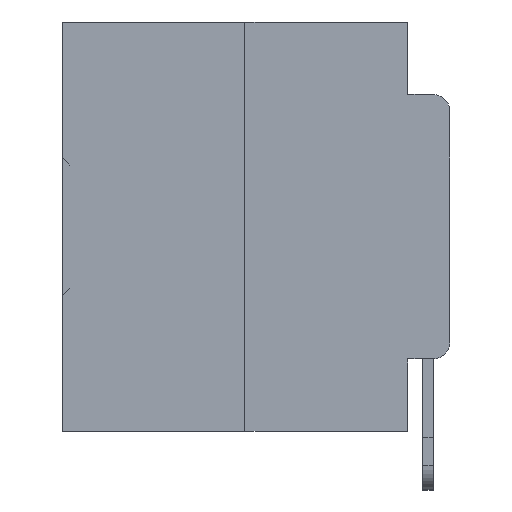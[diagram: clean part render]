
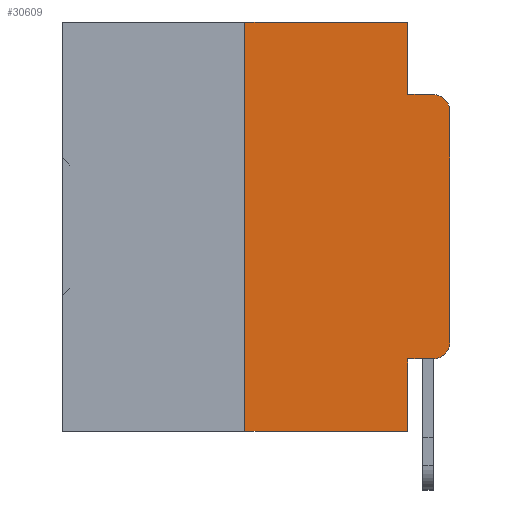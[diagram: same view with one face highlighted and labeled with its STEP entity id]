
A CAD part, left-side view. The second image highlights one B-rep face of the part: STEP entity #30609.
In plain terms, the highlighted planar face has unit normal (-1, 0, 0).
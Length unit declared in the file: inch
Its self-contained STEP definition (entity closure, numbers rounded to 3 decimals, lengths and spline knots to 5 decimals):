
#392 = CARTESIAN_POINT ( 'NONE',  ( 0., 0.25, 0. ) ) ;
#523 = AXIS2_PLACEMENT_3D ( 'NONE', #31823, #26425, #18374 ) ;
#601 = DIRECTION ( 'NONE',  ( -1., 0., 0. ) ) ;
#751 = ORIENTED_EDGE ( 'NONE', *, *, #19461, .T. ) ;
#963 = VERTEX_POINT ( 'NONE', #1642 ) ;
#972 = LINE ( 'NONE', #10113, #23617 ) ;
#1087 = EDGE_CURVE ( 'NONE', #15000, #2206, #8462, .T. ) ;
#1223 = CARTESIAN_POINT ( 'NONE',  ( 0., 0.25, -0.5 ) ) ;
#1642 = CARTESIAN_POINT ( 'NONE',  ( 0., 0., -0.1085 ) ) ;
#1986 = DIRECTION ( 'NONE',  ( 0., 0., 1. ) ) ;
#2206 = VERTEX_POINT ( 'NONE', #34292 ) ;
#3448 = ORIENTED_EDGE ( 'NONE', *, *, #8628, .T. ) ;
#3451 = LINE ( 'NONE', #12485, #24184 ) ;
#3587 = CARTESIAN_POINT ( 'NONE',  ( 0., 0.02, -0.1085 ) ) ;
#3842 = EDGE_LOOP ( 'NONE', ( #3448, #31771, #19125, #34137, #6740, #24264, #14876, #16177, #751, #24675 ) ) ;
#4359 = CARTESIAN_POINT ( 'NONE',  ( 0., 0., -0.3915 ) ) ;
#4599 = LINE ( 'NONE', #27934, #26056 ) ;
#4826 = CARTESIAN_POINT ( 'NONE',  ( 0., 0.25, 0. ) ) ;
#5235 = VERTEX_POINT ( 'NONE', #9402 ) ;
#6549 = DIRECTION ( 'NONE',  ( 0., 0., -1. ) ) ;
#6740 = ORIENTED_EDGE ( 'NONE', *, *, #1087, .F. ) ;
#7413 = CARTESIAN_POINT ( 'NONE',  ( 0., 0.051, -0.0885 ) ) ;
#8462 = LINE ( 'NONE', #20892, #21569 ) ;
#8628 = EDGE_CURVE ( 'NONE', #22541, #963, #4599, .T. ) ;
#8775 = VECTOR ( 'NONE', #30415, 39.37008 ) ;
#8951 = EDGE_CURVE ( 'NONE', #2206, #33920, #22223, .T. ) ;
#9402 = CARTESIAN_POINT ( 'NONE',  ( 0., 0.051, -0.4115 ) ) ;
#10113 = CARTESIAN_POINT ( 'NONE',  ( 0., 0.051, 0. ) ) ;
#11294 = CARTESIAN_POINT ( 'NONE',  ( 0., 0.051, -0.0885 ) ) ;
#12485 = CARTESIAN_POINT ( 'NONE',  ( 0., 0.051, -0.4115 ) ) ;
#12686 = LINE ( 'NONE', #4826, #34281 ) ;
#13097 = DIRECTION ( 'NONE',  ( 0., 0., -1. ) ) ;
#14876 = ORIENTED_EDGE ( 'NONE', *, *, #26591, .T. ) ;
#14913 = LINE ( 'NONE', #25889, #18737 ) ;
#14992 = VECTOR ( 'NONE', #31928, 39.37008 ) ;
#15000 = VERTEX_POINT ( 'NONE', #392 ) ;
#15286 = VERTEX_POINT ( 'NONE', #21579 ) ;
#15311 = DIRECTION ( 'NONE',  ( 0., -1., 0. ) ) ;
#15466 = EDGE_CURVE ( 'NONE', #33920, #21314, #23612, .T. ) ;
#16145 = VERTEX_POINT ( 'NONE', #1223 ) ;
#16177 = ORIENTED_EDGE ( 'NONE', *, *, #34646, .F. ) ;
#17211 = DIRECTION ( 'NONE',  ( 0., 0., 1. ) ) ;
#17356 = CIRCLE ( 'NONE', #26066, 0.02 ) ;
#17893 = CARTESIAN_POINT ( 'NONE',  ( 0., 0.02, -0.3915 ) ) ;
#18374 = DIRECTION ( 'NONE',  ( 0., 0., -1. ) ) ;
#18433 = EDGE_CURVE ( 'NONE', #16145, #15000, #12686, .T. ) ;
#18737 = VECTOR ( 'NONE', #25999, 39.37008 ) ;
#19125 = ORIENTED_EDGE ( 'NONE', *, *, #15466, .F. ) ;
#19461 = EDGE_CURVE ( 'NONE', #5235, #15286, #3451, .T. ) ;
#20034 = EDGE_CURVE ( 'NONE', #15286, #22541, #17356, .T. ) ;
#20581 = DIRECTION ( 'NONE',  ( 0., 0., -1. ) ) ;
#20892 = CARTESIAN_POINT ( 'NONE',  ( 0., 0.473, 0. ) ) ;
#21314 = VERTEX_POINT ( 'NONE', #23971 ) ;
#21569 = VECTOR ( 'NONE', #23643, 39.37008 ) ;
#21579 = CARTESIAN_POINT ( 'NONE',  ( 0., 0.02, -0.4115 ) ) ;
#21730 = EDGE_CURVE ( 'NONE', #963, #21314, #32000, .T. ) ;
#22223 = LINE ( 'NONE', #26654, #14992 ) ;
#22541 = VERTEX_POINT ( 'NONE', #4359 ) ;
#22984 = AXIS2_PLACEMENT_3D ( 'NONE', #3587, #23360, #6549 ) ;
#23360 = DIRECTION ( 'NONE',  ( -1., 0., 0. ) ) ;
#23612 = LINE ( 'NONE', #11294, #8775 ) ;
#23617 = VECTOR ( 'NONE', #13097, 39.37008 ) ;
#23643 = DIRECTION ( 'NONE',  ( 0., -1., 0. ) ) ;
#23956 = VERTEX_POINT ( 'NONE', #24236 ) ;
#23971 = CARTESIAN_POINT ( 'NONE',  ( 0., 0.02, -0.0885 ) ) ;
#24184 = VECTOR ( 'NONE', #15311, 39.37008 ) ;
#24236 = CARTESIAN_POINT ( 'NONE',  ( 0., 0.051, -0.5 ) ) ;
#24264 = ORIENTED_EDGE ( 'NONE', *, *, #18433, .F. ) ;
#24675 = ORIENTED_EDGE ( 'NONE', *, *, #20034, .T. ) ;
#25889 = CARTESIAN_POINT ( 'NONE',  ( 0., 0.473, -0.5 ) ) ;
#25999 = DIRECTION ( 'NONE',  ( 0., -1., 0. ) ) ;
#26056 = VECTOR ( 'NONE', #17211, 39.37008 ) ;
#26066 = AXIS2_PLACEMENT_3D ( 'NONE', #17893, #601, #20581 ) ;
#26425 = DIRECTION ( 'NONE',  ( 1., 0., 0. ) ) ;
#26591 = EDGE_CURVE ( 'NONE', #16145, #23956, #14913, .T. ) ;
#26654 = CARTESIAN_POINT ( 'NONE',  ( 0., 0.051, 0. ) ) ;
#27934 = CARTESIAN_POINT ( 'NONE',  ( 0., 0., 0. ) ) ;
#30415 = DIRECTION ( 'NONE',  ( 0., -1., 0. ) ) ;
#30609 = ADVANCED_FACE ( 'NONE', ( #34602 ), #34462, .F. ) ;
#31771 = ORIENTED_EDGE ( 'NONE', *, *, #21730, .T. ) ;
#31823 = CARTESIAN_POINT ( 'NONE',  ( 0., 0.473, 0. ) ) ;
#31928 = DIRECTION ( 'NONE',  ( 0., 0., -1. ) ) ;
#32000 = CIRCLE ( 'NONE', #22984, 0.02 ) ;
#33920 = VERTEX_POINT ( 'NONE', #7413 ) ;
#34137 = ORIENTED_EDGE ( 'NONE', *, *, #8951, .F. ) ;
#34281 = VECTOR ( 'NONE', #1986, 39.37008 ) ;
#34292 = CARTESIAN_POINT ( 'NONE',  ( 0., 0.051, 0. ) ) ;
#34462 = PLANE ( 'NONE',  #523 ) ;
#34602 = FACE_OUTER_BOUND ( 'NONE', #3842, .T. ) ;
#34646 = EDGE_CURVE ( 'NONE', #5235, #23956, #972, .T. ) ;
